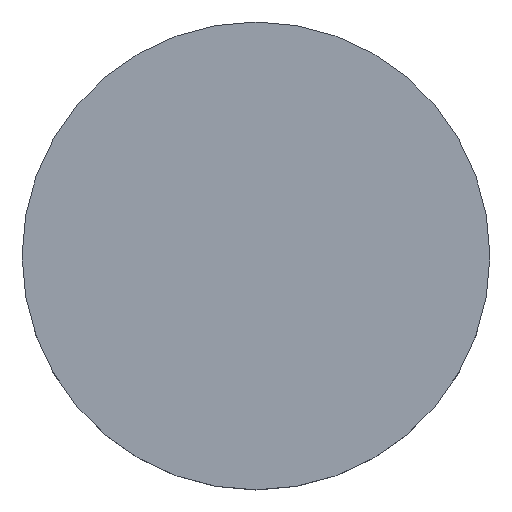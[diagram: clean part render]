
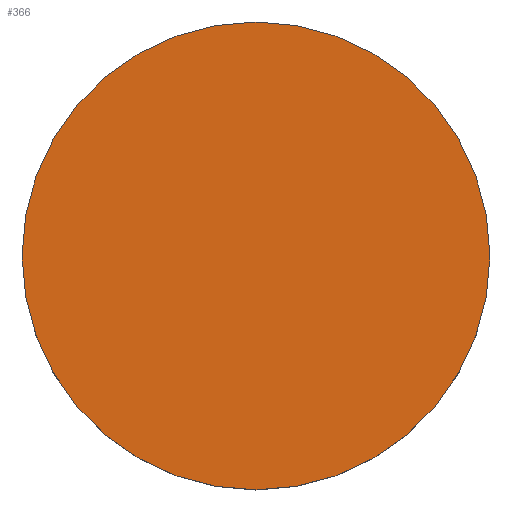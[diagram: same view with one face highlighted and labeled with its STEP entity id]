
A CAD part, top view. The second image highlights one B-rep face of the part: STEP entity #366.
In plain terms, the highlighted planar face has unit normal (0, 0, 1).
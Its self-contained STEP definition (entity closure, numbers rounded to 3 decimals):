
#4 = AXIS2_PLACEMENT_3D ( 'NONE', #157, #164, #405 ) ;
#18 = EDGE_CURVE ( 'NONE', #493, #471, #501, .T. ) ;
#62 = EDGE_CURVE ( 'NONE', #471, #493, #140, .T. ) ;
#80 = DIRECTION ( 'NONE',  ( 1., 0., 0. ) ) ;
#87 = DIRECTION ( 'NONE',  ( 0., 0., 1. ) ) ;
#100 = CARTESIAN_POINT ( 'NONE',  ( 0., 0., 0.8 ) ) ;
#120 = CARTESIAN_POINT ( 'NONE',  ( 0., 0., 0.8 ) ) ;
#140 = CIRCLE ( 'NONE', #416, 2.375 ) ;
#157 = CARTESIAN_POINT ( 'NONE',  ( 0., 0., 0.8 ) ) ;
#164 = DIRECTION ( 'NONE',  ( 0., 0., 1. ) ) ;
#176 = DIRECTION ( 'NONE',  ( 1., 0., 0. ) ) ;
#188 = EDGE_LOOP ( 'NONE', ( #361, #319 ) ) ;
#243 = FACE_OUTER_BOUND ( 'NONE', #188, .T. ) ;
#247 = DIRECTION ( 'NONE',  ( 0., 0., 1. ) ) ;
#319 = ORIENTED_EDGE ( 'NONE', *, *, #62, .T. ) ;
#332 = PLANE ( 'NONE',  #4 ) ;
#342 = CARTESIAN_POINT ( 'NONE',  ( -2.375, 0., 0.8 ) ) ;
#361 = ORIENTED_EDGE ( 'NONE', *, *, #18, .T. ) ;
#366 = ADVANCED_FACE ( 'NONE', ( #243 ), #332, .T. ) ;
#405 = DIRECTION ( 'NONE',  ( 1., 0., 0. ) ) ;
#409 = AXIS2_PLACEMENT_3D ( 'NONE', #120, #247, #80 ) ;
#416 = AXIS2_PLACEMENT_3D ( 'NONE', #100, #87, #176 ) ;
#471 = VERTEX_POINT ( 'NONE', #529 ) ;
#493 = VERTEX_POINT ( 'NONE', #342 ) ;
#501 = CIRCLE ( 'NONE', #409, 2.375 ) ;
#529 = CARTESIAN_POINT ( 'NONE',  ( 2.375, 0., 0.8 ) ) ;
